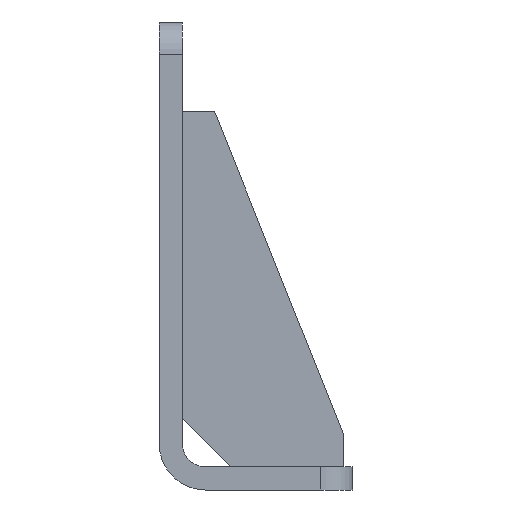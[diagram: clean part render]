
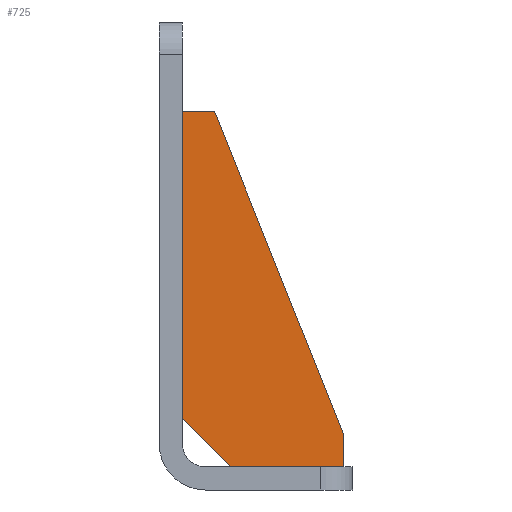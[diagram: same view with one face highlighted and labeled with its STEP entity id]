
A CAD part, front view. The second image highlights one B-rep face of the part: STEP entity #725.
In plain terms, the highlighted planar face has unit normal (0, -1, 0).
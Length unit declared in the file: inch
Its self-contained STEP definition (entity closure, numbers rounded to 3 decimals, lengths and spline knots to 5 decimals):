
#131=FACE_OUTER_BOUND('',#217,.T.);
#217=EDGE_LOOP('',(#643,#644,#645,#646,#647,#648));
#293=LINE('',#1226,#335);
#294=LINE('',#1228,#336);
#295=LINE('',#1230,#337);
#296=LINE('',#1232,#338);
#297=LINE('',#1234,#339);
#298=LINE('',#1235,#340);
#335=VECTOR('',#1028,0.53033);
#336=VECTOR('',#1029,0.875);
#337=VECTOR('',#1030,0.25);
#338=VECTOR('',#1031,2.69258);
#339=VECTOR('',#1032,0.25);
#340=VECTOR('',#1033,2.375);
#409=VERTEX_POINT('',#1224);
#410=VERTEX_POINT('',#1225);
#411=VERTEX_POINT('',#1227);
#412=VERTEX_POINT('',#1229);
#413=VERTEX_POINT('',#1231);
#414=VERTEX_POINT('',#1233);
#489=EDGE_CURVE('',#409,#410,#293,.T.);
#490=EDGE_CURVE('',#409,#411,#294,.T.);
#491=EDGE_CURVE('',#411,#412,#295,.T.);
#492=EDGE_CURVE('',#413,#412,#296,.T.);
#493=EDGE_CURVE('',#413,#414,#297,.T.);
#494=EDGE_CURVE('',#414,#410,#298,.T.);
#643=ORIENTED_EDGE('',*,*,#489,.F.);
#644=ORIENTED_EDGE('',*,*,#490,.T.);
#645=ORIENTED_EDGE('',*,*,#491,.T.);
#646=ORIENTED_EDGE('',*,*,#492,.F.);
#647=ORIENTED_EDGE('',*,*,#493,.T.);
#648=ORIENTED_EDGE('',*,*,#494,.T.);
#687=PLANE('',#837);
#725=ADVANCED_FACE('',(#131),#687,.F.);
#837=AXIS2_PLACEMENT_3D('',#1223,#1026,#1027);
#1026=DIRECTION('center_axis',(0.,1.,0.));
#1027=DIRECTION('ref_axis',(1.,0.,0.));
#1028=DIRECTION('',(-0.707,0.,0.707));
#1029=DIRECTION('',(1.,0.,0.));
#1030=DIRECTION('',(0.,0.,1.));
#1031=DIRECTION('',(0.371,0.,-0.928));
#1032=DIRECTION('',(-1.,0.,0.));
#1033=DIRECTION('',(0.,0.,-1.));
#1223=CARTESIAN_POINT('Origin',(0.,0.,0.));
#1224=CARTESIAN_POINT('',(0.375,0.,0.));
#1225=CARTESIAN_POINT('',(0.,0.,0.375));
#1226=CARTESIAN_POINT('',(0.375,0.,0.));
#1227=CARTESIAN_POINT('',(1.25,0.,0.));
#1228=CARTESIAN_POINT('',(0.375,0.,0.));
#1229=CARTESIAN_POINT('',(1.25,0.,0.25));
#1230=CARTESIAN_POINT('',(1.25,0.,0.));
#1231=CARTESIAN_POINT('',(0.25,0.,2.75));
#1232=CARTESIAN_POINT('',(0.25,0.,2.75));
#1233=CARTESIAN_POINT('',(0.,0.,2.75));
#1234=CARTESIAN_POINT('',(0.25,0.,2.75));
#1235=CARTESIAN_POINT('',(0.,0.,2.75));
